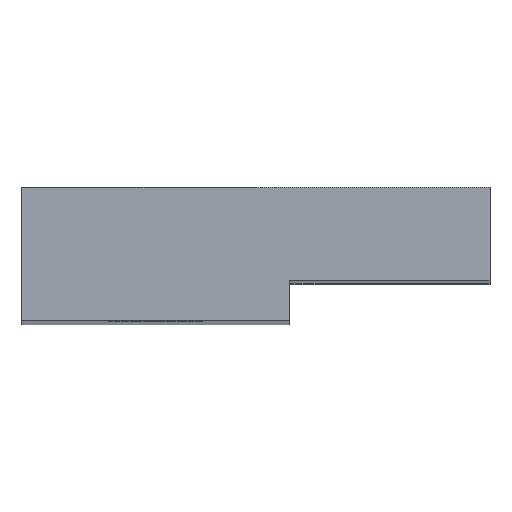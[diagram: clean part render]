
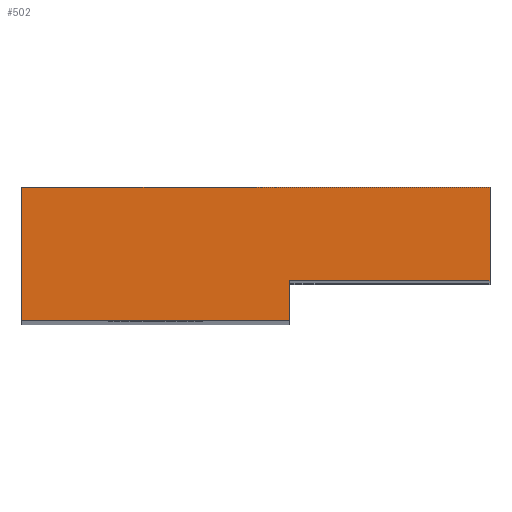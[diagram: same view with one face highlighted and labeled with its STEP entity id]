
A CAD part, top view. The second image highlights one B-rep face of the part: STEP entity #502.
In plain terms, the highlighted planar face has unit normal (0, 0, 1).
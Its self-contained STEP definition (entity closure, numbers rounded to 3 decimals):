
#5 = DIRECTION ( 'NONE',  ( 1., 0., 0. ) ) ;
#41 = CARTESIAN_POINT ( 'NONE',  ( -10., 10., 120. ) ) ;
#43 = CARTESIAN_POINT ( 'NONE',  ( 0., 0., 120. ) ) ;
#45 = CARTESIAN_POINT ( 'NONE',  ( 10., 3., 120. ) ) ;
#64 = ORIENTED_EDGE ( 'NONE', *, *, #447, .T. ) ;
#84 = DIRECTION ( 'NONE',  ( -1., 0., 0. ) ) ;
#94 = CARTESIAN_POINT ( 'NONE',  ( -10., 10., 120. ) ) ;
#102 = PLANE ( 'NONE',  #114 ) ;
#114 = AXIS2_PLACEMENT_3D ( 'NONE', #43, #523, #253 ) ;
#145 = CARTESIAN_POINT ( 'NONE',  ( 25., 10., 120. ) ) ;
#167 = ORIENTED_EDGE ( 'NONE', *, *, #477, .T. ) ;
#178 = EDGE_CURVE ( 'NONE', #426, #573, #663, .T. ) ;
#184 = DIRECTION ( 'NONE',  ( 0., 1., 0. ) ) ;
#192 = VECTOR ( 'NONE', #184, 1000. ) ;
#219 = ORIENTED_EDGE ( 'NONE', *, *, #178, .T. ) ;
#243 = CARTESIAN_POINT ( 'NONE',  ( -10., 0., 120. ) ) ;
#253 = DIRECTION ( 'NONE',  ( 1., 0., 0. ) ) ;
#312 = ORIENTED_EDGE ( 'NONE', *, *, #565, .T. ) ;
#317 = FACE_OUTER_BOUND ( 'NONE', #661, .T. ) ;
#319 = DIRECTION ( 'NONE',  ( 1., 0., 0. ) ) ;
#327 = EDGE_CURVE ( 'NONE', #626, #639, #416, .T. ) ;
#332 = VECTOR ( 'NONE', #84, 1000. ) ;
#361 = DIRECTION ( 'NONE',  ( 0., 1., 0. ) ) ;
#396 = VECTOR ( 'NONE', #411, 1000. ) ;
#398 = EDGE_CURVE ( 'NONE', #573, #626, #544, .T. ) ;
#411 = DIRECTION ( 'NONE',  ( 0., -1., 0. ) ) ;
#416 = LINE ( 'NONE', #45, #634 ) ;
#421 = CARTESIAN_POINT ( 'NONE',  ( 25., 3., 120. ) ) ;
#426 = VERTEX_POINT ( 'NONE', #243 ) ;
#429 = VECTOR ( 'NONE', #5, 1000. ) ;
#447 = EDGE_CURVE ( 'NONE', #533, #616, #504, .T. ) ;
#448 = CARTESIAN_POINT ( 'NONE',  ( 10., 0., 120. ) ) ;
#477 = EDGE_CURVE ( 'NONE', #639, #533, #581, .T. ) ;
#502 = ADVANCED_FACE ( 'NONE', ( #317 ), #102, .T. ) ;
#504 = LINE ( 'NONE', #145, #332 ) ;
#511 = ORIENTED_EDGE ( 'NONE', *, *, #398, .T. ) ;
#523 = DIRECTION ( 'NONE',  ( 0., 0., 1. ) ) ;
#533 = VERTEX_POINT ( 'NONE', #682 ) ;
#544 = LINE ( 'NONE', #448, #192 ) ;
#550 = ORIENTED_EDGE ( 'NONE', *, *, #327, .T. ) ;
#565 = EDGE_CURVE ( 'NONE', #616, #426, #692, .T. ) ;
#573 = VERTEX_POINT ( 'NONE', #678 ) ;
#581 = LINE ( 'NONE', #421, #584 ) ;
#584 = VECTOR ( 'NONE', #361, 1000. ) ;
#608 = CARTESIAN_POINT ( 'NONE',  ( -10., 0., 120. ) ) ;
#616 = VERTEX_POINT ( 'NONE', #41 ) ;
#626 = VERTEX_POINT ( 'NONE', #628 ) ;
#628 = CARTESIAN_POINT ( 'NONE',  ( 10., 3., 120. ) ) ;
#634 = VECTOR ( 'NONE', #319, 1000. ) ;
#638 = CARTESIAN_POINT ( 'NONE',  ( 25., 3., 120. ) ) ;
#639 = VERTEX_POINT ( 'NONE', #638 ) ;
#661 = EDGE_LOOP ( 'NONE', ( #312, #219, #511, #550, #167, #64 ) ) ;
#663 = LINE ( 'NONE', #608, #429 ) ;
#678 = CARTESIAN_POINT ( 'NONE',  ( 10., 0., 120. ) ) ;
#682 = CARTESIAN_POINT ( 'NONE',  ( 25., 10., 120. ) ) ;
#692 = LINE ( 'NONE', #94, #396 ) ;
